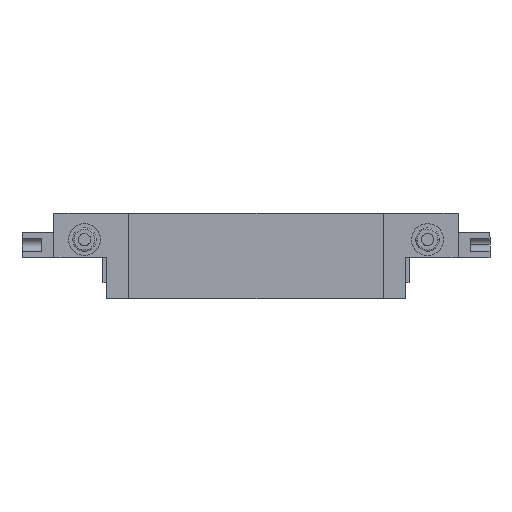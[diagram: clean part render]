
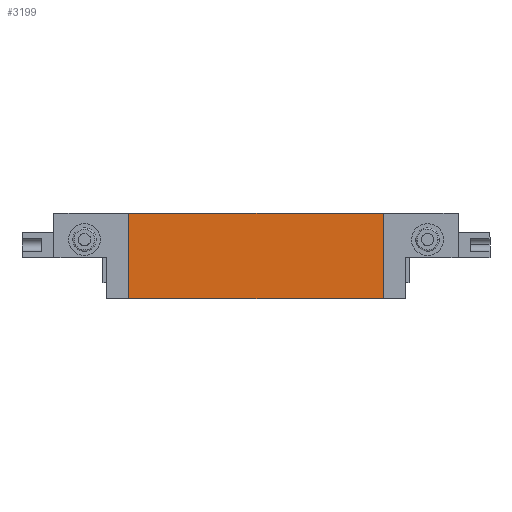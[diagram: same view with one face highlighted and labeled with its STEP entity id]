
A CAD part, left-side view. The second image highlights one B-rep face of the part: STEP entity #3199.
In plain terms, the highlighted planar face has unit normal (-1, 0, 0).
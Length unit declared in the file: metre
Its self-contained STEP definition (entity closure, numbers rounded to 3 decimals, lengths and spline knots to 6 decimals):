
#928 = ORIENTED_EDGE ( 'NONE', *, *, #5766, .F. ) ;
#1047 = LINE ( 'NONE', #7274, #7295 ) ;
#1094 = VECTOR ( 'NONE', #7313, 1. ) ;
#1697 = ORIENTED_EDGE ( 'NONE', *, *, #3524, .F. ) ;
#1782 = CARTESIAN_POINT ( 'NONE',  ( -0.032458, 0.054195, -0.0174 ) ) ;
#1954 = CARTESIAN_POINT ( 'NONE',  ( -0.032458, -0.049805, -0.0174 ) ) ;
#2035 = CARTESIAN_POINT ( 'NONE',  ( -0.032458, 0.054195, -0.0174 ) ) ;
#2347 = CARTESIAN_POINT ( 'NONE',  ( -0.032458, 0.054195, -0.0174 ) ) ;
#3199 = ADVANCED_FACE ( 'NONE', ( #4541 ), #8526, .F. ) ;
#3524 = EDGE_CURVE ( 'NONE', #5583, #9882, #7469, .T. ) ;
#3949 = AXIS2_PLACEMENT_3D ( 'NONE', #2035, #10115, #10036 ) ;
#3995 = CARTESIAN_POINT ( 'NONE',  ( -0.032458, 0.054195, -0.0174 ) ) ;
#4511 = CARTESIAN_POINT ( 'NONE',  ( -0.032458, -0.049805, 0.0174 ) ) ;
#4541 = FACE_OUTER_BOUND ( 'NONE', #10254, .T. ) ;
#4547 = ORIENTED_EDGE ( 'NONE', *, *, #8150, .T. ) ;
#5098 = VECTOR ( 'NONE', #9826, 1. ) ;
#5269 = DIRECTION ( 'NONE',  ( 0., 0., 1. ) ) ;
#5583 = VERTEX_POINT ( 'NONE', #2347 ) ;
#5649 = VERTEX_POINT ( 'NONE', #4511 ) ;
#5766 = EDGE_CURVE ( 'NONE', #9882, #5649, #1047, .T. ) ;
#6082 = VECTOR ( 'NONE', #5269, 1. ) ;
#6230 = LINE ( 'NONE', #1782, #5098 ) ;
#6983 = CARTESIAN_POINT ( 'NONE',  ( -0.032458, 0.054195, 0.0174 ) ) ;
#7274 = CARTESIAN_POINT ( 'NONE',  ( -0.032458, 0.054195, 0.0174 ) ) ;
#7295 = VECTOR ( 'NONE', #9694, 1. ) ;
#7313 = DIRECTION ( 'NONE',  ( 0., 0., 1. ) ) ;
#7338 = EDGE_CURVE ( 'NONE', #5583, #9106, #6230, .T. ) ;
#7386 = LINE ( 'NONE', #1954, #6082 ) ;
#7469 = LINE ( 'NONE', #3995, #1094 ) ;
#7571 = CARTESIAN_POINT ( 'NONE',  ( -0.032458, -0.049805, -0.0174 ) ) ;
#8150 = EDGE_CURVE ( 'NONE', #9106, #5649, #7386, .T. ) ;
#8318 = ORIENTED_EDGE ( 'NONE', *, *, #7338, .T. ) ;
#8526 = PLANE ( 'NONE',  #3949 ) ;
#9106 = VERTEX_POINT ( 'NONE', #7571 ) ;
#9694 = DIRECTION ( 'NONE',  ( 0., -1., 0. ) ) ;
#9826 = DIRECTION ( 'NONE',  ( 0., -1., 0. ) ) ;
#9882 = VERTEX_POINT ( 'NONE', #6983 ) ;
#10036 = DIRECTION ( 'NONE',  ( 0., 0., -1. ) ) ;
#10115 = DIRECTION ( 'NONE',  ( 1., 0., 0. ) ) ;
#10254 = EDGE_LOOP ( 'NONE', ( #4547, #928, #1697, #8318 ) ) ;
